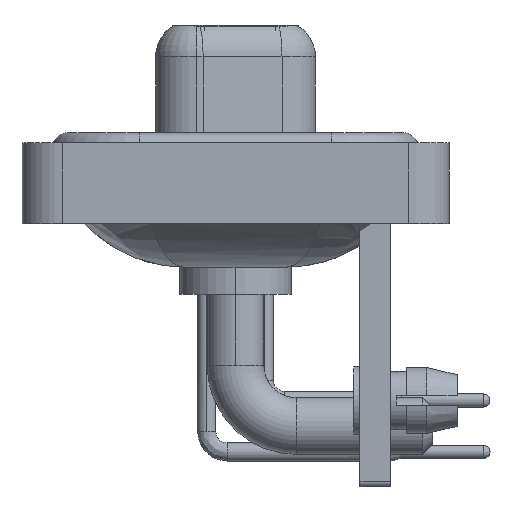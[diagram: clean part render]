
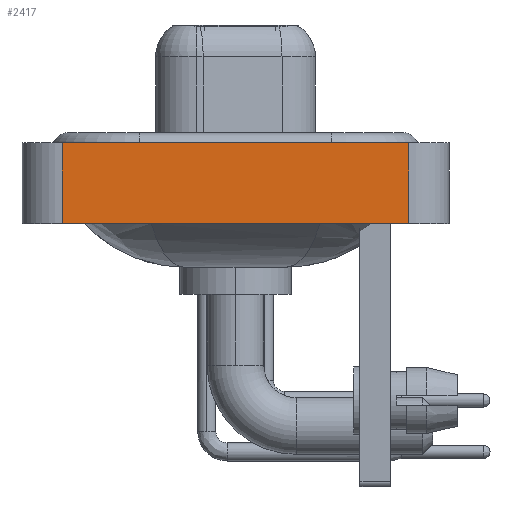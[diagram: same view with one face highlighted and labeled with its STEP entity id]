
A CAD part, left-side view. The second image highlights one B-rep face of the part: STEP entity #2417.
In plain terms, the highlighted planar face has unit normal (-1, 0, 0).
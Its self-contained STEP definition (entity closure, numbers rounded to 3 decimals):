
#1086 = PLANE ( 'NONE',  #15402 ) ;
#2417 = ADVANCED_FACE ( 'NONE', ( #10573 ), #1086, .T. ) ;
#2428 = DIRECTION ( 'NONE',  ( 0., 0., 1. ) ) ;
#2534 = CARTESIAN_POINT ( 'NONE',  ( -7.35, -8.55, 0.4 ) ) ;
#2610 = EDGE_CURVE ( 'NONE', #15894, #19580, #7710, .T. ) ;
#3005 = CARTESIAN_POINT ( 'NONE',  ( -7.35, -8.55, 0.4 ) ) ;
#3571 = ORIENTED_EDGE ( 'NONE', *, *, #4444, .F. ) ;
#4444 = EDGE_CURVE ( 'NONE', #8348, #15156, #20374, .T. ) ;
#4534 = DIRECTION ( 'NONE',  ( 0., 0., 1. ) ) ;
#6661 = LINE ( 'NONE', #16169, #9398 ) ;
#7094 = DIRECTION ( 'NONE',  ( 0., -1., 0. ) ) ;
#7710 = LINE ( 'NONE', #15427, #9282 ) ;
#8348 = VERTEX_POINT ( 'NONE', #18134 ) ;
#8894 = DIRECTION ( 'NONE',  ( -1., 0., 0. ) ) ;
#9282 = VECTOR ( 'NONE', #10147, 1000. ) ;
#9398 = VECTOR ( 'NONE', #14501, 1000. ) ;
#10147 = DIRECTION ( 'NONE',  ( 0., 0., 1. ) ) ;
#10573 = FACE_OUTER_BOUND ( 'NONE', #16605, .T. ) ;
#14501 = DIRECTION ( 'NONE',  ( 0., -1., 0. ) ) ;
#15156 = VERTEX_POINT ( 'NONE', #15496 ) ;
#15402 = AXIS2_PLACEMENT_3D ( 'NONE', #18403, #8894, #4534 ) ;
#15427 = CARTESIAN_POINT ( 'NONE',  ( -7.35, -8.55, -3.6 ) ) ;
#15496 = CARTESIAN_POINT ( 'NONE',  ( -7.35, 8.55, 0.4 ) ) ;
#15714 = CARTESIAN_POINT ( 'NONE',  ( -7.35, -8.55, -3.6 ) ) ;
#15894 = VERTEX_POINT ( 'NONE', #15714 ) ;
#16169 = CARTESIAN_POINT ( 'NONE',  ( -7.35, -8.55, -3.6 ) ) ;
#16605 = EDGE_LOOP ( 'NONE', ( #23355, #19735, #3571, #24835 ) ) ;
#17032 = LINE ( 'NONE', #3005, #25249 ) ;
#17117 = EDGE_CURVE ( 'NONE', #15156, #19580, #17032, .T. ) ;
#18134 = CARTESIAN_POINT ( 'NONE',  ( -7.35, 8.55, -3.6 ) ) ;
#18403 = CARTESIAN_POINT ( 'NONE',  ( -7.35, -8.55, -3.6 ) ) ;
#19353 = EDGE_CURVE ( 'NONE', #8348, #15894, #6661, .T. ) ;
#19580 = VERTEX_POINT ( 'NONE', #2534 ) ;
#19735 = ORIENTED_EDGE ( 'NONE', *, *, #17117, .F. ) ;
#19775 = VECTOR ( 'NONE', #2428, 1000. ) ;
#20374 = LINE ( 'NONE', #22160, #19775 ) ;
#22160 = CARTESIAN_POINT ( 'NONE',  ( -7.35, 8.55, -3.6 ) ) ;
#23355 = ORIENTED_EDGE ( 'NONE', *, *, #2610, .T. ) ;
#24835 = ORIENTED_EDGE ( 'NONE', *, *, #19353, .T. ) ;
#25249 = VECTOR ( 'NONE', #7094, 1000. ) ;
